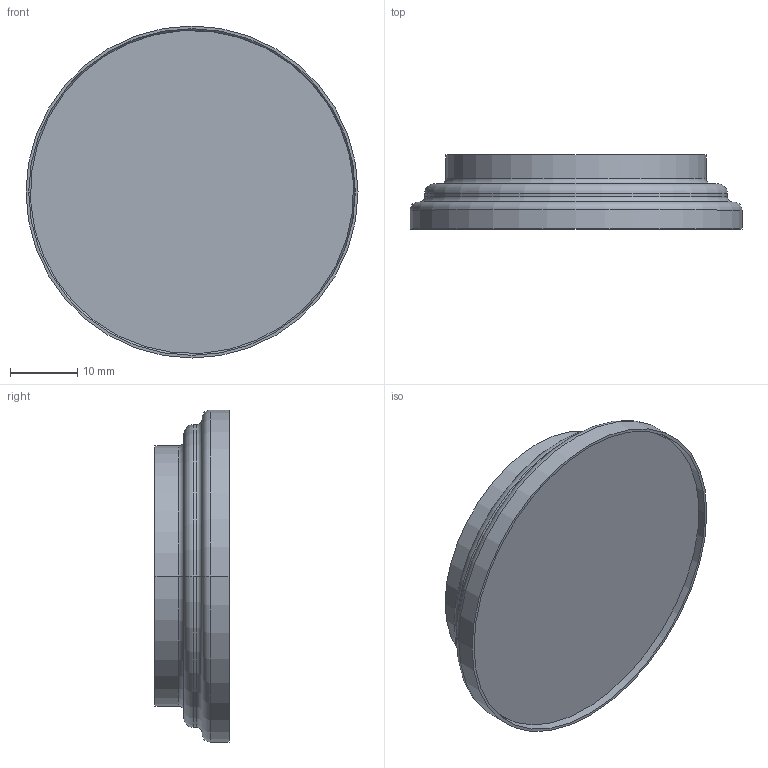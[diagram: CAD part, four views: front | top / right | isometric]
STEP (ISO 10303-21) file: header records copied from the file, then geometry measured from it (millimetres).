
FILE_DESCRIPTION (( 'STEP AP214' ), '1' );
FILE_NAME ('Hositrad_HVP1500-Spinn.STEP', '2015-03-26T14:09:53', ( '' ), ( '' ), 'SwSTEP 2.0', 'SolidWorks 2015', '' );
FILE_SCHEMA (( 'AUTOMOTIVE_DESIGN' ));
Length unit declared in the file: millimetre
Products named in the file (3): Glass47; Viewport-metal-ring38; Hositrad_HVP1500-Spinn
Assembly tree (2 placements, depth 2):
  Hositrad_HVP1500-Spinn
    Viewport-metal-ring38
    Glass47
Bounding box: 49.3 x 11 x 49.3 mm (x, y, z)
Volume: 5461.5 mm3; surface area: 8024.6 mm2
Topology: 2 solids, 2 shells, 40 faces, 78 edges, 46 vertices
Faces by surface type: torus 16, cylinder 14, plane 8, cone 2
Entity records: 1176 total; most frequent: DIRECTION 230, CARTESIAN_POINT 169, ORIENTED_EDGE 156, AXIS2_PLACEMENT_3D 107, EDGE_CURVE 78, CIRCLE 62, EDGE_LOOP 46, VERTEX_POINT 46
